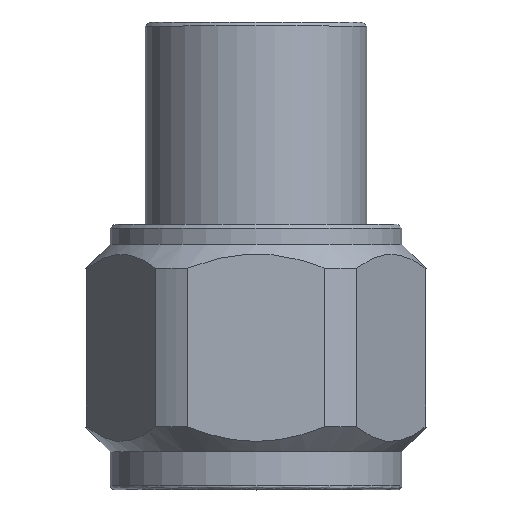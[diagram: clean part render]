
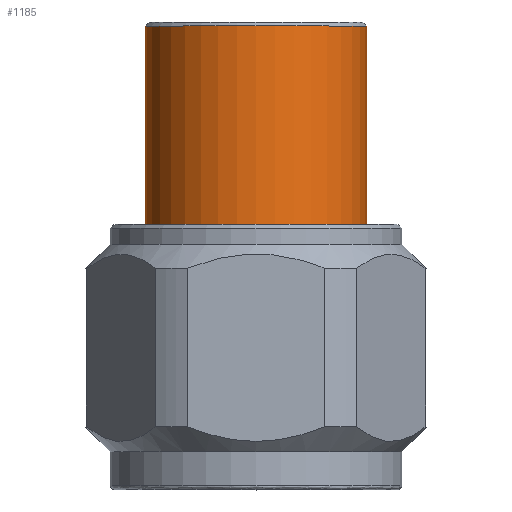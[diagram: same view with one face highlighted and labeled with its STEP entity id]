
A CAD part, top view. The second image highlights one B-rep face of the part: STEP entity #1185.
In plain terms, the highlighted cylindrical face has radius 7.112 mm (diameter 14.224 mm), a full revolution.
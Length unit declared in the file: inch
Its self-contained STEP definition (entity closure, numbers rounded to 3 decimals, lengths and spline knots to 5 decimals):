
#7 = DIRECTION ( 'NONE',  ( 0., -1., 0. ) ) ;
#90 = DIRECTION ( 'NONE',  ( 0., 1., 0. ) ) ;
#119 = AXIS2_PLACEMENT_3D ( 'NONE', #1853, #7, #671 ) ;
#133 = CARTESIAN_POINT ( 'NONE',  ( 0., 2.25716, 0. ) ) ;
#406 = AXIS2_PLACEMENT_3D ( 'NONE', #1078, #90, #573 ) ;
#573 = DIRECTION ( 'NONE',  ( 0., 0., 1. ) ) ;
#611 = EDGE_CURVE ( 'NONE', #1214, #1214, #1188, .T. ) ;
#671 = DIRECTION ( 'NONE',  ( 0., 0., 1. ) ) ;
#814 = DIRECTION ( 'NONE',  ( 0., 0., -1. ) ) ;
#842 = DIRECTION ( 'NONE',  ( 0., -1., 0. ) ) ;
#900 = AXIS2_PLACEMENT_3D ( 'NONE', #133, #842, #814 ) ;
#901 = ORIENTED_EDGE ( 'NONE', *, *, #1599, .T. ) ;
#1050 = EDGE_LOOP ( 'NONE', ( #901 ) ) ;
#1078 = CARTESIAN_POINT ( 'NONE',  ( 0., -0.227, 0. ) ) ;
#1150 = FACE_OUTER_BOUND ( 'NONE', #1050, .T. ) ;
#1185 = ADVANCED_FACE ( 'NONE', ( #1150, #1823 ), #1665, .T. ) ;
#1188 = CIRCLE ( 'NONE', #406, 0.28 ) ;
#1206 = ORIENTED_EDGE ( 'NONE', *, *, #611, .T. ) ;
#1214 = VERTEX_POINT ( 'NONE', #1712 ) ;
#1221 = VERTEX_POINT ( 'NONE', #1895 ) ;
#1599 = EDGE_CURVE ( 'NONE', #1221, #1221, #1892, .T. ) ;
#1600 = EDGE_LOOP ( 'NONE', ( #1206 ) ) ;
#1665 = CYLINDRICAL_SURFACE ( 'NONE', #900, 0.28 ) ;
#1712 = CARTESIAN_POINT ( 'NONE',  ( 0., -0.227, 0.28 ) ) ;
#1823 = FACE_OUTER_BOUND ( 'NONE', #1600, .T. ) ;
#1853 = CARTESIAN_POINT ( 'NONE',  ( 0., 0.2741, 0. ) ) ;
#1892 = CIRCLE ( 'NONE', #119, 0.28 ) ;
#1895 = CARTESIAN_POINT ( 'NONE',  ( 0., 0.2741, 0.28 ) ) ;
